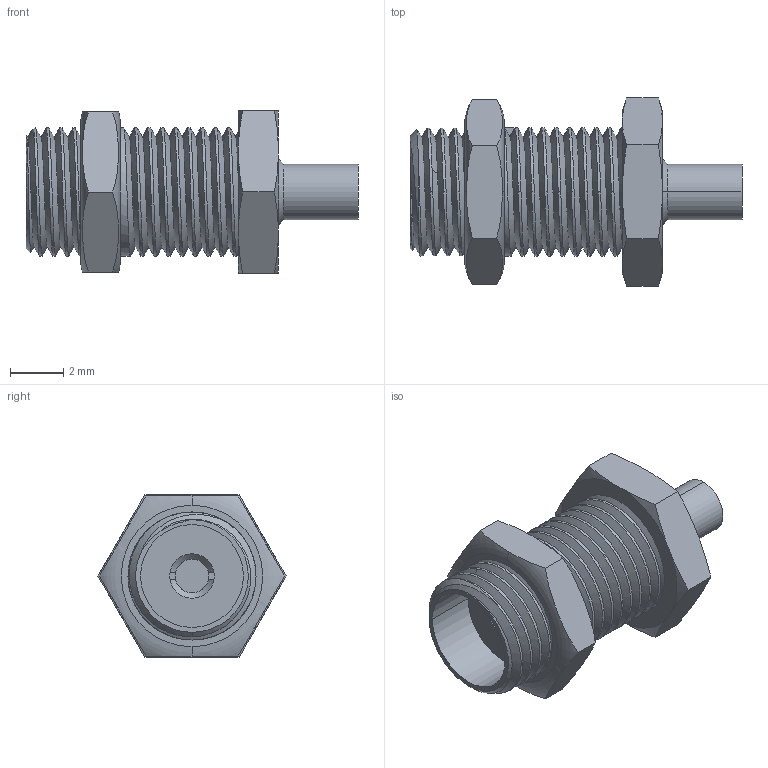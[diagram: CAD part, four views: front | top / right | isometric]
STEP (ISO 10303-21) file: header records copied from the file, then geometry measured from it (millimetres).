
FILE_DESCRIPTION((''),'2;1');
FILE_NAME('PRT0001','2021-08-31T',('1111'),(''),'PRO/ENGINEER BY PARAMETRIC TECHNOLOGY CORPORATION, 2012090','PRO/ENGINEER BY PARAMETRIC TECHNOLOGY CORPORATION, 2012090','');
FILE_SCHEMA(('CONFIG_CONTROL_DESIGN'));
Length unit declared in the file: millimetre
Products named in the file (1): PRT0001
Bounding box: 12.5 x 7.08 x 6.13 mm (x, y, z)
Volume: 183.2 mm3; surface area: 378.7 mm2
Topology: 1 solids, 1 shells, 96 faces, 247 edges, 159 vertices
Faces by surface type: cylinder 33, plane 29, cone 18, bspline 12, torus 4
Entity records: 6028 total; most frequent: CARTESIAN_POINT 3868, ORIENTED_EDGE 494, DIRECTION 353, EDGE_CURVE 247, VERTEX_POINT 159, AXIS2_PLACEMENT_3D 135, B_SPLINE_CURVE_WITH_KNOTS 113, EDGE_LOOP 102
